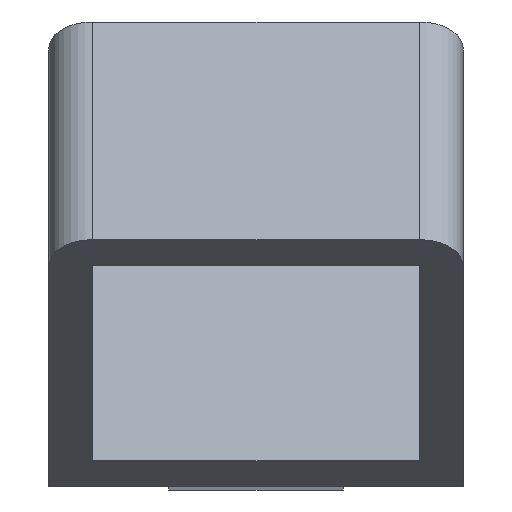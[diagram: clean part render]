
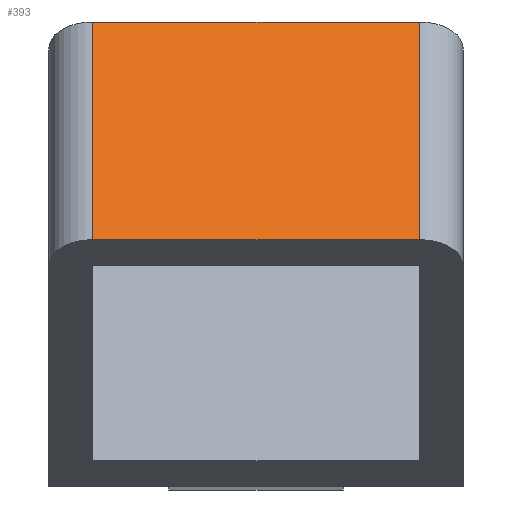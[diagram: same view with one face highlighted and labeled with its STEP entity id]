
A CAD part, top view. The second image highlights one B-rep face of the part: STEP entity #393.
In plain terms, the highlighted planar face has unit normal (0, 0.595, 0.804).
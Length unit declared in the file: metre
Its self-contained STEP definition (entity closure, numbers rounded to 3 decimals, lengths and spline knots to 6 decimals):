
#96=ORIENTED_EDGE('',*,*,#137,.T.);
#97=ORIENTED_EDGE('',*,*,#182,.T.);
#98=ORIENTED_EDGE('',*,*,#145,.F.);
#99=ORIENTED_EDGE('',*,*,#183,.T.);
#137=EDGE_CURVE('',#192,#191,#226,.T.);
#145=EDGE_CURVE('',#199,#200,#233,.T.);
#182=EDGE_CURVE('',#191,#200,#263,.T.);
#183=EDGE_CURVE('',#199,#192,#264,.F.);
#191=VERTEX_POINT('',#565);
#192=VERTEX_POINT('',#567);
#199=VERTEX_POINT('',#583);
#200=VERTEX_POINT('',#584);
#226=LINE('',#566,#270);
#233=LINE('',#582,#277);
#263=LINE('',#654,#307);
#264=LINE('',#655,#308);
#270=VECTOR('',#456,1.);
#277=VECTOR('',#467,1.);
#307=VECTOR('',#531,1.);
#308=VECTOR('',#532,1.);
#327=EDGE_LOOP('',(#96,#97,#98,#99));
#353=FACE_BOUND('',#327,.T.);
#376=PLANE('',#437);
#393=ADVANCED_FACE('',(#353),#376,.F.);
#437=AXIS2_PLACEMENT_3D('',#653,#529,#530);
#456=DIRECTION('',(1.,0.,0.));
#467=DIRECTION('',(1.,0.,0.));
#529=DIRECTION('',(0.,-0.595,-0.804));
#530=DIRECTION('',(0.,0.804,-0.595));
#531=DIRECTION('',(0.,0.804,-0.595));
#532=DIRECTION('',(0.,0.804,-0.595));
#565=CARTESIAN_POINT('',(-0.030889,-0.010527,0.051336));
#566=CARTESIAN_POINT('',(-0.054889,-0.010527,0.051336));
#567=CARTESIAN_POINT('',(-0.038389,-0.010527,0.051336));
#582=CARTESIAN_POINT('',(-0.032264,-0.005527,0.047636));
#583=CARTESIAN_POINT('',(-0.038389,-0.005527,0.047636));
#584=CARTESIAN_POINT('',(-0.030889,-0.005527,0.047636));
#653=CARTESIAN_POINT('',(-0.054889,-0.008027,0.049486));
#654=CARTESIAN_POINT('',(-0.030889,-0.008027,0.049486));
#655=CARTESIAN_POINT('',(-0.038389,-0.008027,0.049486));
